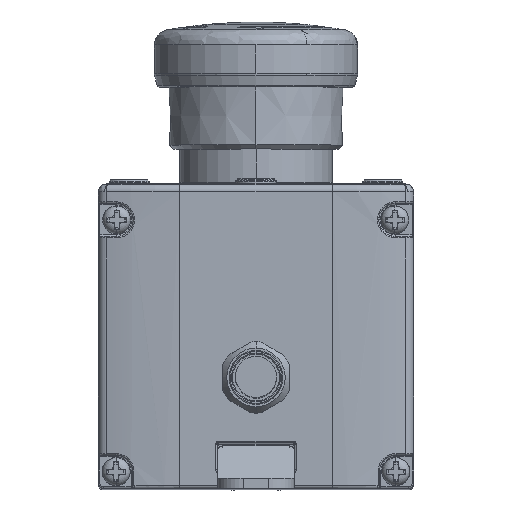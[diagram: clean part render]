
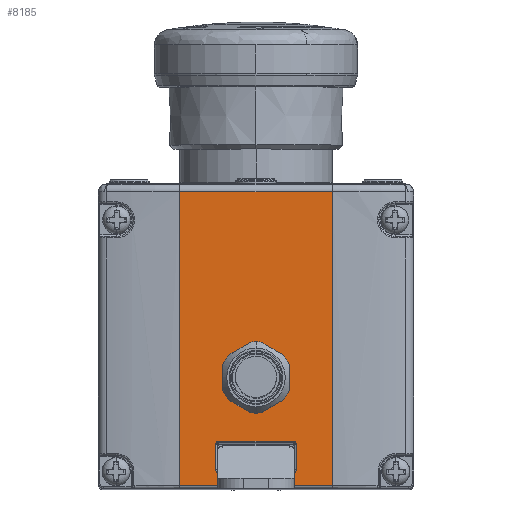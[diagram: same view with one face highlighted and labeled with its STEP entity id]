
A CAD part, top view. The second image highlights one B-rep face of the part: STEP entity #8185.
In plain terms, the highlighted planar face has unit normal (0, 0, 1).
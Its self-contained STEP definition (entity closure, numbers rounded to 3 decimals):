
#270 = DIRECTION ( 'NONE',  ( -1., 0., 0. ) ) ;
#1109 = AXIS2_PLACEMENT_3D ( 'NONE', #7076, #14612, #9889 ) ;
#1323 =( BOUNDED_CURVE ( )  B_SPLINE_CURVE ( 3, ( #12026, #14997, #18129, #7300 ),
 .UNSPECIFIED., .F., .T. ) 
 B_SPLINE_CURVE_WITH_KNOTS ( ( 4, 4 ),
 ( 0., 1.571 ),
 .UNSPECIFIED. ) 
 CURVE ( )  GEOMETRIC_REPRESENTATION_ITEM ( )  RATIONAL_B_SPLINE_CURVE ( ( 1., 0.805, 0.805, 1. ) ) 
 REPRESENTATION_ITEM ( '' )  );
#1329 = DIRECTION ( 'NONE',  ( 1., 0., 0. ) ) ;
#1637 = ORIENTED_EDGE ( 'NONE', *, *, #11958, .T. ) ;
#1756 = VERTEX_POINT ( 'NONE', #5479 ) ;
#1784 = LINE ( 'NONE', #1956, #29431 ) ;
#1834 = LINE ( 'NONE', #14962, #6480 ) ;
#1857 = AXIS2_PLACEMENT_3D ( 'NONE', #3122, #13616, #13440 ) ;
#1956 = CARTESIAN_POINT ( 'NONE',  ( -7.9, -26.3, 84.5 ) ) ;
#2265 = VECTOR ( 'NONE', #29534, 1000. ) ;
#2620 = EDGE_CURVE ( 'NONE', #33372, #7480, #1784, .T. ) ;
#3122 = CARTESIAN_POINT ( 'NONE',  ( 7.3, -26.3, 84.5 ) ) ;
#4212 = ORIENTED_EDGE ( 'NONE', *, *, #6997, .T. ) ;
#4783 = DIRECTION ( 'NONE',  ( 1., 0., 0. ) ) ;
#4928 = EDGE_CURVE ( 'NONE', #19350, #13160, #1834, .T. ) ;
#5479 = CARTESIAN_POINT ( 'NONE',  ( -7.3, -32.124, 84.5 ) ) ;
#6480 = VECTOR ( 'NONE', #30848, 1000. ) ;
#6997 = EDGE_CURVE ( 'NONE', #14413, #18835, #23291, .T. ) ;
#7076 = CARTESIAN_POINT ( 'NONE',  ( -7.3, -26.3, 84.5 ) ) ;
#7123 = LINE ( 'NONE', #7648, #29487 ) ;
#7300 = CARTESIAN_POINT ( 'NONE',  ( -7.9, -31.276, 84.5 ) ) ;
#7460 = CARTESIAN_POINT ( 'NONE',  ( 7.3, -32.124, 84.5 ) ) ;
#7475 = CARTESIAN_POINT ( 'NONE',  ( 7.9, -26.3, 84.5 ) ) ;
#7480 = VERTEX_POINT ( 'NONE', #10666 ) ;
#7648 = CARTESIAN_POINT ( 'NONE',  ( 7.9, -5., 84.5 ) ) ;
#7743 = CARTESIAN_POINT ( 'NONE',  ( 7.9, -31.773, 84.5 ) ) ;
#8185 = ADVANCED_FACE ( 'NONE', ( #27161, #11445, #13891 ), #32754, .T. ) ;
#8190 = ORIENTED_EDGE ( 'NONE', *, *, #17944, .T. ) ;
#8410 = ORIENTED_EDGE ( 'NONE', *, *, #15384, .T. ) ;
#9654 = EDGE_LOOP ( 'NONE', ( #13939, #22525, #17590, #8190 ) ) ;
#9889 = DIRECTION ( 'NONE',  ( 1., 0., 0. ) ) ;
#10666 = CARTESIAN_POINT ( 'NONE',  ( -7.9, -26.3, 84.5 ) ) ;
#11116 = CARTESIAN_POINT ( 'NONE',  ( 5.8, -13.2, 84.5 ) ) ;
#11193 = VERTEX_POINT ( 'NONE', #33197 ) ;
#11445 = FACE_BOUND ( 'NONE', #15081, .T. ) ;
#11463 = LINE ( 'NONE', #13563, #22900 ) ;
#11570 = AXIS2_PLACEMENT_3D ( 'NONE', #18272, #26307, #13199 ) ;
#11800 = CIRCLE ( 'NONE', #31335, 5.8 ) ;
#11958 = EDGE_CURVE ( 'NONE', #18835, #14413, #11800, .T. ) ;
#12026 = CARTESIAN_POINT ( 'NONE',  ( -7.3, -32.124, 84.5 ) ) ;
#12397 = DIRECTION ( 'NONE',  ( 0., -1., 0. ) ) ;
#12939 = ORIENTED_EDGE ( 'NONE', *, *, #28936, .T. ) ;
#13160 = VERTEX_POINT ( 'NONE', #29060 ) ;
#13199 = DIRECTION ( 'NONE',  ( 1., 0., 0. ) ) ;
#13386 =( BOUNDED_CURVE ( )  B_SPLINE_CURVE ( 3, ( #31668, #7743, #18398, #29031 ),
 .UNSPECIFIED., .F., .T. ) 
 B_SPLINE_CURVE_WITH_KNOTS ( ( 4, 4 ),
 ( 1.571, 3.142 ),
 .UNSPECIFIED. ) 
 CURVE ( )  GEOMETRIC_REPRESENTATION_ITEM ( )  RATIONAL_B_SPLINE_CURVE ( ( 1., 0.805, 0.805, 1. ) ) 
 REPRESENTATION_ITEM ( '' )  );
#13440 = DIRECTION ( 'NONE',  ( 1., 0., 0. ) ) ;
#13563 = CARTESIAN_POINT ( 'NONE',  ( 0., 23.349, 84.5 ) ) ;
#13612 = ORIENTED_EDGE ( 'NONE', *, *, #19270, .T. ) ;
#13616 = DIRECTION ( 'NONE',  ( 0., 0., -1. ) ) ;
#13891 = FACE_OUTER_BOUND ( 'NONE', #9654, .T. ) ;
#13939 = ORIENTED_EDGE ( 'NONE', *, *, #28587, .T. ) ;
#14413 = VERTEX_POINT ( 'NONE', #11116 ) ;
#14612 = DIRECTION ( 'NONE',  ( 0., 0., -1. ) ) ;
#14962 = CARTESIAN_POINT ( 'NONE',  ( 15., 25., 84.5 ) ) ;
#14997 = CARTESIAN_POINT ( 'NONE',  ( -7.651, -32.124, 84.5 ) ) ;
#15081 = EDGE_LOOP ( 'NONE', ( #4212, #1637 ) ) ;
#15384 = EDGE_CURVE ( 'NONE', #15393, #11193, #7123, .T. ) ;
#15393 = VERTEX_POINT ( 'NONE', #7475 ) ;
#15457 = CARTESIAN_POINT ( 'NONE',  ( 0., -13.2, 84.5 ) ) ;
#17201 = DIRECTION ( 'NONE',  ( 1., 0., 0. ) ) ;
#17231 = EDGE_CURVE ( 'NONE', #25902, #1756, #29363, .T. ) ;
#17294 = CARTESIAN_POINT ( 'NONE',  ( -15., -34.5, 84.5 ) ) ;
#17590 = ORIENTED_EDGE ( 'NONE', *, *, #4928, .F. ) ;
#17944 = EDGE_CURVE ( 'NONE', #19350, #25659, #11463, .T. ) ;
#17949 = DIRECTION ( 'NONE',  ( 0., -1., 0. ) ) ;
#18036 = EDGE_CURVE ( 'NONE', #7480, #30398, #30154, .T. ) ;
#18067 = CIRCLE ( 'NONE', #1857, 0.6 ) ;
#18129 = CARTESIAN_POINT ( 'NONE',  ( -7.9, -31.773, 84.5 ) ) ;
#18272 = CARTESIAN_POINT ( 'NONE',  ( 0., -13.2, 84.5 ) ) ;
#18398 = CARTESIAN_POINT ( 'NONE',  ( 7.651, -32.124, 84.5 ) ) ;
#18835 = VERTEX_POINT ( 'NONE', #34501 ) ;
#18987 = CARTESIAN_POINT ( 'NONE',  ( 15., -34.5, 84.5 ) ) ;
#19248 = CARTESIAN_POINT ( 'NONE',  ( 15., 23.349, 84.5 ) ) ;
#19270 = EDGE_CURVE ( 'NONE', #11193, #25902, #13386, .T. ) ;
#19350 = VERTEX_POINT ( 'NONE', #19248 ) ;
#19426 = ORIENTED_EDGE ( 'NONE', *, *, #18036, .T. ) ;
#19471 = CARTESIAN_POINT ( 'NONE',  ( 0., -5., 84.5 ) ) ;
#20460 = CARTESIAN_POINT ( 'NONE',  ( 7.3, -25.7, 84.5 ) ) ;
#20605 = LINE ( 'NONE', #26013, #29779 ) ;
#21035 = DIRECTION ( 'NONE',  ( 0., 0., -1. ) ) ;
#21079 = EDGE_CURVE ( 'NONE', #30850, #15393, #18067, .T. ) ;
#21336 = EDGE_CURVE ( 'NONE', #1756, #33372, #1323, .T. ) ;
#21940 = EDGE_LOOP ( 'NONE', ( #30164, #19426, #12939, #30270, #8410, #13612, #24457, #30602 ) ) ;
#22479 = LINE ( 'NONE', #18987, #33287 ) ;
#22525 = ORIENTED_EDGE ( 'NONE', *, *, #30999, .T. ) ;
#22823 = CARTESIAN_POINT ( 'NONE',  ( 7.3, -25.7, 84.5 ) ) ;
#22900 = VECTOR ( 'NONE', #270, 1000. ) ;
#23291 = CIRCLE ( 'NONE', #11570, 5.8 ) ;
#24457 = ORIENTED_EDGE ( 'NONE', *, *, #17231, .T. ) ;
#25659 = VERTEX_POINT ( 'NONE', #32798 ) ;
#25902 = VERTEX_POINT ( 'NONE', #7460 ) ;
#26013 = CARTESIAN_POINT ( 'NONE',  ( -15., 25., 84.5 ) ) ;
#26307 = DIRECTION ( 'NONE',  ( 0., 0., -1. ) ) ;
#27161 = FACE_BOUND ( 'NONE', #21940, .T. ) ;
#28132 = AXIS2_PLACEMENT_3D ( 'NONE', #19471, #30470, #17201 ) ;
#28587 = EDGE_CURVE ( 'NONE', #25659, #29639, #20605, .T. ) ;
#28936 = EDGE_CURVE ( 'NONE', #30398, #30850, #30864, .T. ) ;
#29031 = CARTESIAN_POINT ( 'NONE',  ( 7.3, -32.124, 84.5 ) ) ;
#29060 = CARTESIAN_POINT ( 'NONE',  ( 15., -34.5, 84.5 ) ) ;
#29363 = LINE ( 'NONE', #31654, #2265 ) ;
#29431 = VECTOR ( 'NONE', #30796, 1000. ) ;
#29487 = VECTOR ( 'NONE', #17949, 1000. ) ;
#29534 = DIRECTION ( 'NONE',  ( -1., 0., 0. ) ) ;
#29631 = DIRECTION ( 'NONE',  ( 1., 0., 0. ) ) ;
#29639 = VERTEX_POINT ( 'NONE', #17294 ) ;
#29779 = VECTOR ( 'NONE', #12397, 1000. ) ;
#30154 = CIRCLE ( 'NONE', #1109, 0.6 ) ;
#30164 = ORIENTED_EDGE ( 'NONE', *, *, #2620, .T. ) ;
#30270 = ORIENTED_EDGE ( 'NONE', *, *, #21079, .T. ) ;
#30398 = VERTEX_POINT ( 'NONE', #33768 ) ;
#30470 = DIRECTION ( 'NONE',  ( 0., 0., 1. ) ) ;
#30602 = ORIENTED_EDGE ( 'NONE', *, *, #21336, .T. ) ;
#30796 = DIRECTION ( 'NONE',  ( 0., 1., 0. ) ) ;
#30848 = DIRECTION ( 'NONE',  ( 0., -1., 0. ) ) ;
#30850 = VERTEX_POINT ( 'NONE', #20460 ) ;
#30864 = LINE ( 'NONE', #22823, #32024 ) ;
#30999 = EDGE_CURVE ( 'NONE', #29639, #13160, #22479, .T. ) ;
#31335 = AXIS2_PLACEMENT_3D ( 'NONE', #15457, #21035, #4783 ) ;
#31654 = CARTESIAN_POINT ( 'NONE',  ( -7.3, -32.124, 84.5 ) ) ;
#31668 = CARTESIAN_POINT ( 'NONE',  ( 7.9, -31.276, 84.5 ) ) ;
#32024 = VECTOR ( 'NONE', #1329, 1000. ) ;
#32754 = PLANE ( 'NONE',  #28132 ) ;
#32798 = CARTESIAN_POINT ( 'NONE',  ( -15., 23.349, 84.5 ) ) ;
#33171 = CARTESIAN_POINT ( 'NONE',  ( -7.9, -31.276, 84.5 ) ) ;
#33197 = CARTESIAN_POINT ( 'NONE',  ( 7.9, -31.276, 84.5 ) ) ;
#33287 = VECTOR ( 'NONE', #29631, 1000. ) ;
#33372 = VERTEX_POINT ( 'NONE', #33171 ) ;
#33768 = CARTESIAN_POINT ( 'NONE',  ( -7.3, -25.7, 84.5 ) ) ;
#34501 = CARTESIAN_POINT ( 'NONE',  ( -5.8, -13.2, 84.5 ) ) ;
